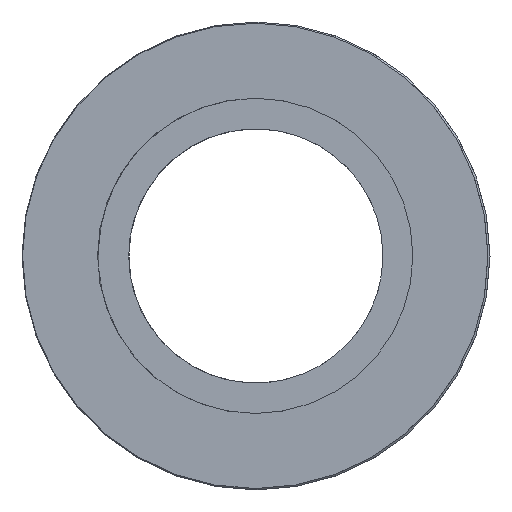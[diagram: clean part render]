
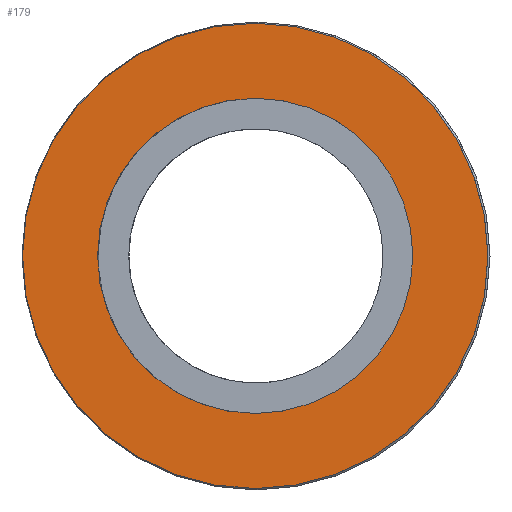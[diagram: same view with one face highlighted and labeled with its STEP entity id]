
A CAD part, front view. The second image highlights one B-rep face of the part: STEP entity #179.
In plain terms, the highlighted face is planar.
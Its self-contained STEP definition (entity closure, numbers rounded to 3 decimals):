
#40=FACE_BOUND('',#70,.T.);
#45=PLANE('',#217);
#55=FACE_OUTER_BOUND('',#69,.T.);
#69=EDGE_LOOP('',(#156));
#70=EDGE_LOOP('',(#157));
#98=CIRCLE('',#215,9.154);
#99=CIRCLE('',#218,6.2);
#108=VERTEX_POINT('',#331);
#109=VERTEX_POINT('',#337);
#124=EDGE_CURVE('',#108,#108,#98,.T.);
#126=EDGE_CURVE('',#109,#109,#99,.T.);
#156=ORIENTED_EDGE('',*,*,#124,.T.);
#157=ORIENTED_EDGE('',*,*,#126,.T.);
#179=ADVANCED_FACE('',(#55,#40),#45,.T.);
#215=AXIS2_PLACEMENT_3D('',#333,#270,#271);
#217=AXIS2_PLACEMENT_3D('',#336,#275,#276);
#218=AXIS2_PLACEMENT_3D('',#338,#277,#278);
#270=DIRECTION('center_axis',(0.003,-1.,0.007));
#271=DIRECTION('ref_axis',(0.,-0.007,-1.));
#275=DIRECTION('center_axis',(0.003,-1.,0.007));
#276=DIRECTION('ref_axis',(1.,0.003,0.));
#277=DIRECTION('center_axis',(-0.003,1.,-0.007));
#278=DIRECTION('ref_axis',(1.,0.003,0.));
#331=CARTESIAN_POINT('',(234.499,-61.342,161.781));
#333=CARTESIAN_POINT('Origin',(243.653,-61.313,161.781));
#336=CARTESIAN_POINT('Origin',(243.653,-61.313,161.781));
#337=CARTESIAN_POINT('',(237.453,-61.333,161.781));
#338=CARTESIAN_POINT('Origin',(243.653,-61.313,161.781));
